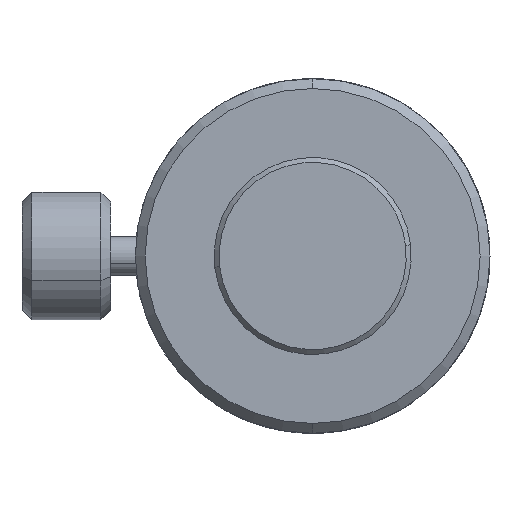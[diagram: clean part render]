
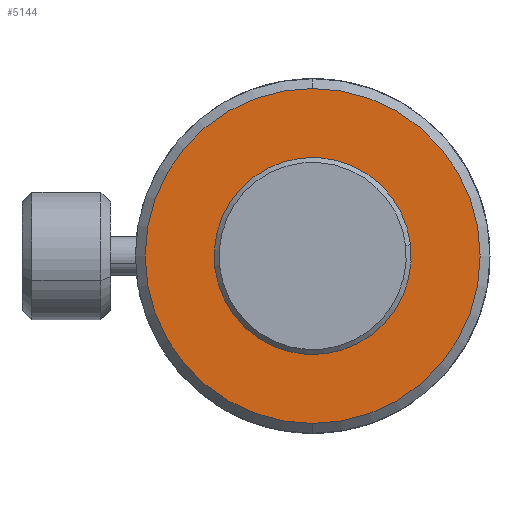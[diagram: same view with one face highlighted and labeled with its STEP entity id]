
A CAD part, front view. The second image highlights one B-rep face of the part: STEP entity #5144.
In plain terms, the highlighted planar face has unit normal (0, -1, 0).
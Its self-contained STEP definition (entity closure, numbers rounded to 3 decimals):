
#151 = EDGE_CURVE ( 'NONE', #6999, #1629, #6863, .T. ) ;
#185 = CARTESIAN_POINT ( 'NONE',  ( -3.391, -54.681, 59. ) ) ;
#552 = PLANE ( 'NONE',  #1051 ) ;
#557 = EDGE_LOOP ( 'NONE', ( #3754, #1676 ) ) ;
#686 = CARTESIAN_POINT ( 'NONE',  ( -3.391, -54.681, 44.5 ) ) ;
#1051 = AXIS2_PLACEMENT_3D ( 'NONE', #7659, #4231, #4931 ) ;
#1149 = CARTESIAN_POINT ( 'NONE',  ( -3.391, -54.681, 42. ) ) ;
#1176 = DIRECTION ( 'NONE',  ( 0., -1., 0. ) ) ;
#1629 = VERTEX_POINT ( 'NONE', #6098 ) ;
#1676 = ORIENTED_EDGE ( 'NONE', *, *, #6010, .T. ) ;
#1868 = CIRCLE ( 'NONE', #7714, 17. ) ;
#2047 = EDGE_LOOP ( 'NONE', ( #6933, #3523 ) ) ;
#2093 = FACE_BOUND ( 'NONE', #2047, .T. ) ;
#2476 = DIRECTION ( 'NONE',  ( 0., 0., -1. ) ) ;
#2554 = DIRECTION ( 'NONE',  ( 0., -1., 0. ) ) ;
#3148 = CIRCLE ( 'NONE', #3438, 2.5 ) ;
#3438 = AXIS2_PLACEMENT_3D ( 'NONE', #4702, #4758, #2476 ) ;
#3523 = ORIENTED_EDGE ( 'NONE', *, *, #7600, .F. ) ;
#3560 = VERTEX_POINT ( 'NONE', #7809 ) ;
#3754 = ORIENTED_EDGE ( 'NONE', *, *, #151, .T. ) ;
#3869 = DIRECTION ( 'NONE',  ( 0., 0., 1. ) ) ;
#4231 = DIRECTION ( 'NONE',  ( 0., 1., 0. ) ) ;
#4271 = FACE_OUTER_BOUND ( 'NONE', #557, .T. ) ;
#4570 = EDGE_CURVE ( 'NONE', #3560, #5162, #3148, .T. ) ;
#4575 = CIRCLE ( 'NONE', #6685, 2.5 ) ;
#4702 = CARTESIAN_POINT ( 'NONE',  ( -3.391, -54.681, 42. ) ) ;
#4758 = DIRECTION ( 'NONE',  ( 0., -1., 0. ) ) ;
#4923 = CARTESIAN_POINT ( 'NONE',  ( -3.391, -54.681, 42. ) ) ;
#4931 = DIRECTION ( 'NONE',  ( 0., 0., 1. ) ) ;
#5144 = ADVANCED_FACE ( 'NONE', ( #4271, #2093 ), #552, .F. ) ;
#5162 = VERTEX_POINT ( 'NONE', #686 ) ;
#6010 = EDGE_CURVE ( 'NONE', #1629, #6999, #1868, .T. ) ;
#6098 = CARTESIAN_POINT ( 'NONE',  ( -3.391, -54.681, 25. ) ) ;
#6685 = AXIS2_PLACEMENT_3D ( 'NONE', #4923, #9058, #6905 ) ;
#6805 = CARTESIAN_POINT ( 'NONE',  ( -3.391, -54.681, 42. ) ) ;
#6863 = CIRCLE ( 'NONE', #8054, 17. ) ;
#6905 = DIRECTION ( 'NONE',  ( 0., 0., -1. ) ) ;
#6933 = ORIENTED_EDGE ( 'NONE', *, *, #4570, .F. ) ;
#6999 = VERTEX_POINT ( 'NONE', #185 ) ;
#7466 = DIRECTION ( 'NONE',  ( 0., 0., 1. ) ) ;
#7600 = EDGE_CURVE ( 'NONE', #5162, #3560, #4575, .T. ) ;
#7659 = CARTESIAN_POINT ( 'NONE',  ( -3.391, -54.681, 42. ) ) ;
#7714 = AXIS2_PLACEMENT_3D ( 'NONE', #1149, #2554, #3869 ) ;
#7809 = CARTESIAN_POINT ( 'NONE',  ( -3.391, -54.681, 39.5 ) ) ;
#8054 = AXIS2_PLACEMENT_3D ( 'NONE', #6805, #1176, #7466 ) ;
#9058 = DIRECTION ( 'NONE',  ( 0., -1., 0. ) ) ;
